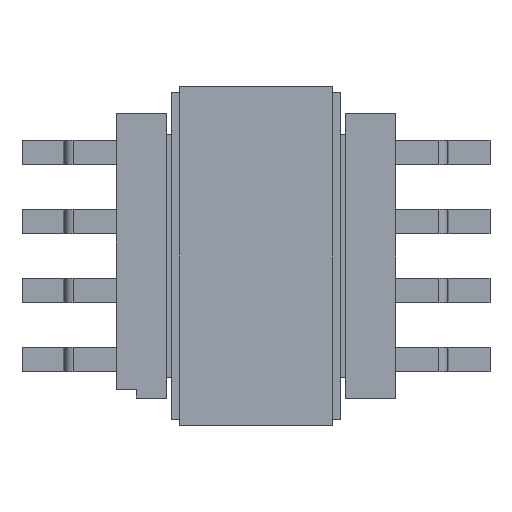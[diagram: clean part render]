
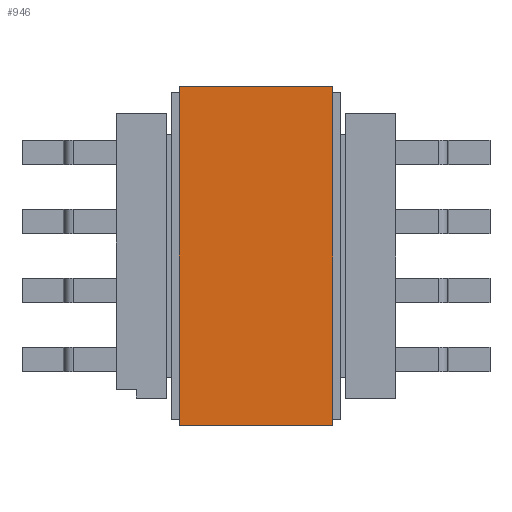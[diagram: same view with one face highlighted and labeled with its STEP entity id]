
A CAD part, front view. The second image highlights one B-rep face of the part: STEP entity #946.
In plain terms, the highlighted face is planar.
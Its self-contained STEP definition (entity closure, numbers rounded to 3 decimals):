
#251 = VECTOR ( 'NONE', #5596, 1000. ) ;
#598 = EDGE_CURVE ( 'NONE', #5300, #7354, #3923, .T. ) ;
#610 = VERTEX_POINT ( 'NONE', #897 ) ;
#679 = FACE_OUTER_BOUND ( 'NONE', #6978, .T. ) ;
#830 = ORIENTED_EDGE ( 'NONE', *, *, #1734, .F. ) ;
#897 = CARTESIAN_POINT ( 'NONE',  ( -0.16, 0.16, 0. ) ) ;
#946 = ADVANCED_FACE ( 'NONE', ( #679 ), #3769, .T. ) ;
#1005 = LINE ( 'NONE', #5689, #251 ) ;
#1175 = CARTESIAN_POINT ( 'NONE',  ( -0.16, -9.66, 0. ) ) ;
#1649 = AXIS2_PLACEMENT_3D ( 'NONE', #3207, #7333, #3799 ) ;
#1734 = EDGE_CURVE ( 'NONE', #610, #6083, #6114, .T. ) ;
#2033 = EDGE_CURVE ( 'NONE', #7354, #6083, #3170, .T. ) ;
#2171 = VECTOR ( 'NONE', #3198, 1000. ) ;
#2364 = VECTOR ( 'NONE', #6870, 1000. ) ;
#2390 = DIRECTION ( 'NONE',  ( 0., 0., 1. ) ) ;
#2727 = CARTESIAN_POINT ( 'NONE',  ( -0.16, 0.16, -4.45 ) ) ;
#2907 = CARTESIAN_POINT ( 'NONE',  ( -0.16, -9.66, -4.45 ) ) ;
#3170 = LINE ( 'NONE', #2907, #5820 ) ;
#3198 = DIRECTION ( 'NONE',  ( 0., -1., 0. ) ) ;
#3207 = CARTESIAN_POINT ( 'NONE',  ( -0.16, 0.16, -4.45 ) ) ;
#3238 = ORIENTED_EDGE ( 'NONE', *, *, #6759, .F. ) ;
#3769 = PLANE ( 'NONE',  #1649 ) ;
#3799 = DIRECTION ( 'NONE',  ( 0., 0., 1. ) ) ;
#3923 = LINE ( 'NONE', #2727, #2364 ) ;
#5115 = ORIENTED_EDGE ( 'NONE', *, *, #2033, .T. ) ;
#5161 = CARTESIAN_POINT ( 'NONE',  ( -0.16, -9.66, -4.45 ) ) ;
#5300 = VERTEX_POINT ( 'NONE', #6046 ) ;
#5332 = ORIENTED_EDGE ( 'NONE', *, *, #598, .T. ) ;
#5596 = DIRECTION ( 'NONE',  ( 0., 0., 1. ) ) ;
#5689 = CARTESIAN_POINT ( 'NONE',  ( -0.16, 0.16, -4.45 ) ) ;
#5820 = VECTOR ( 'NONE', #2390, 1000. ) ;
#6046 = CARTESIAN_POINT ( 'NONE',  ( -0.16, 0.16, -4.45 ) ) ;
#6083 = VERTEX_POINT ( 'NONE', #1175 ) ;
#6114 = LINE ( 'NONE', #6689, #2171 ) ;
#6689 = CARTESIAN_POINT ( 'NONE',  ( -0.16, 0.16, 0. ) ) ;
#6759 = EDGE_CURVE ( 'NONE', #5300, #610, #1005, .T. ) ;
#6870 = DIRECTION ( 'NONE',  ( 0., -1., 0. ) ) ;
#6978 = EDGE_LOOP ( 'NONE', ( #830, #3238, #5332, #5115 ) ) ;
#7333 = DIRECTION ( 'NONE',  ( -1., 0., 0. ) ) ;
#7354 = VERTEX_POINT ( 'NONE', #5161 ) ;
